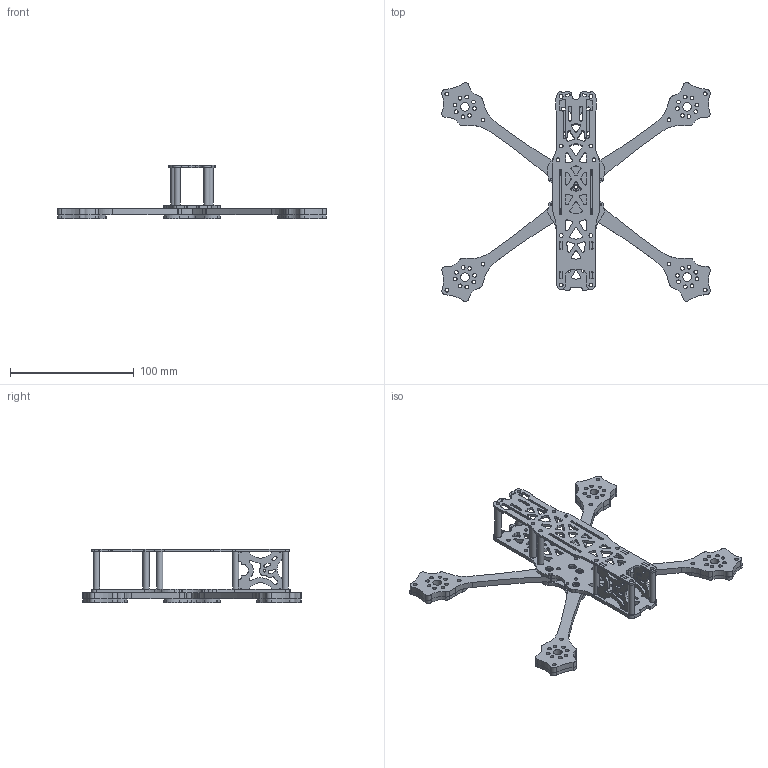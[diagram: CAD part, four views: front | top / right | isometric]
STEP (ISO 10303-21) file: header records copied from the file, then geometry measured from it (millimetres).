
FILE_DESCRIPTION(/* description */ ('STEP AP214'),/* implementation_level */ '2;1');
FILE_NAME(/* name */ 'SO_v4_X8_LIFTER.stp',/* time_stamp */ '2021-04-29T15:49:37+02:00',/* author */ ('larsn'),/* organization */ (''),/* preprocessor_version */ 'ST-DEVELOPER v18',/* originating_system */ 'Autodesk Inventor 2020',/* authorisation */ '');
FILE_SCHEMA (('AUTOMOTIVE_DESIGN { 1 0 10303 214 3 1 1 }'));
Length unit declared in the file: inch
Products named in the file (19): SO_v4; So1-V4-2020-DEC-07-3D1; So1-V4-2020-DEC-07-3D2; So1-V4-2020-DEC-07-3D7; So1-V4-2020-DEC-07-3D8; So1-V4-2020-DEC-07-3D9; So1-V4-2020-DEC-07-3D10; So1-V4-2020-DEC-07-3D11; So1-V4-2020-DEC-07-3D12; So1-V4-2020-DEC-07-3D13; So1-V4-2020-DEC-07-3D14; So1-V4-2020-DEC-07-3D15; So1-V4-2020-DEC-07-3D16; So1-V4-2020-DEC-07-3D17; So1-V4-2020-DEC-07-3D18; So1-V4-2020-DEC-07-3D19; Arm_1; Arm_2; Cover
Assembly tree (23 placements, depth 2):
  SO_v4
    So1-V4-2020-DEC-07-3D1
    So1-V4-2020-DEC-07-3D2
    So1-V4-2020-DEC-07-3D7
    So1-V4-2020-DEC-07-3D8
    So1-V4-2020-DEC-07-3D9
    So1-V4-2020-DEC-07-3D10
    So1-V4-2020-DEC-07-3D11
    So1-V4-2020-DEC-07-3D12
    So1-V4-2020-DEC-07-3D13
    So1-V4-2020-DEC-07-3D14
    So1-V4-2020-DEC-07-3D15
    So1-V4-2020-DEC-07-3D16
    So1-V4-2020-DEC-07-3D17
    So1-V4-2020-DEC-07-3D18
    So1-V4-2020-DEC-07-3D19
    Arm_1  x2
    Arm_2  x2
    Cover  x4
Bounding box: 216.74 x 176.64 x 43 mm (x, y, z)
Volume: 74654 mm3; surface area: 71077.2 mm2
Topology: 23 solids, 23 shells, 1196 faces, 3528 edges, 2400 vertices
Faces by surface type: cylinder 791, plane 405
Full cylindrical faces by diameter (mm): 2 x2, 3 x102, 3.05 x34, 4.2 x6, 5 x10, 6.3 x6, 7 x8
Entity records: 35807 total; most frequent: DIRECTION 6428, CARTESIAN_POINT 6027, ORIENTED_EDGE 5934, EDGE_CURVE 2967, AXIS2_PLACEMENT_3D 2427, VERTEX_POINT 2026, LINE 1574, VECTOR 1574
